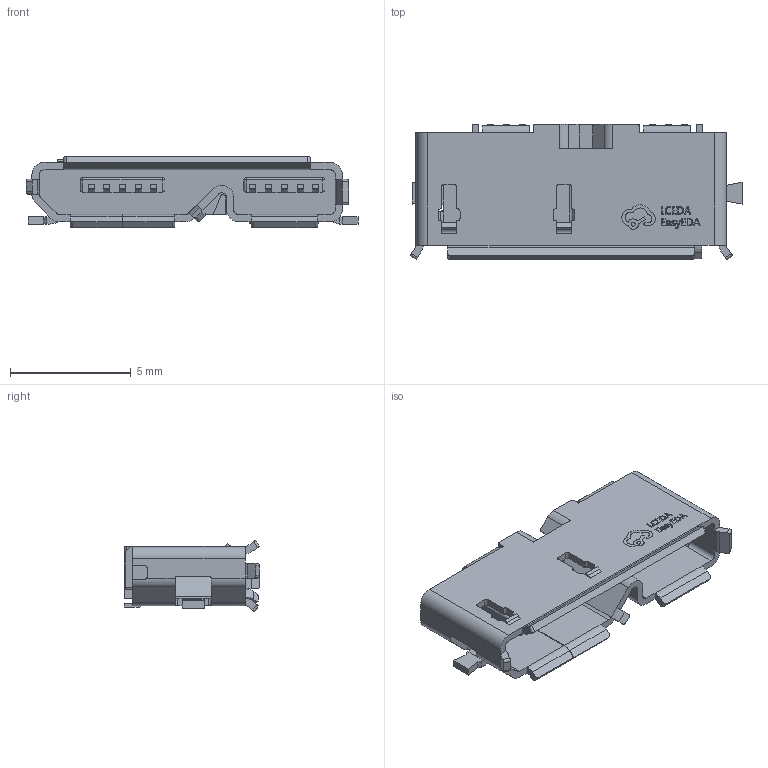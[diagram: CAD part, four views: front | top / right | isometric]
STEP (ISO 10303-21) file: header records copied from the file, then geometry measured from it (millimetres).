
FILE_DESCRIPTION (( 'STEP AP214' ), '1' );
FILE_NAME ('USB-SMD_692622030100.step', '2022-07-15T09:45:06', ( '' ), ( '' ), 'SwSTEP 2.0', 'SolidWorks 2020', '' );
FILE_SCHEMA (( 'AUTOMOTIVE_DESIGN' ));
Length unit declared in the file: millimetre
Products named in the file (1): USB-SMD_692622030100
Bounding box: 13.74 x 5.6 x 2.95 mm (x, y, z)
Volume: 76.1 mm3; surface area: 517.8 mm2
Topology: 25 solids, 25 shells, 1066 faces, 3030 edges, 1975 vertices
Faces by surface type: plane 685, cylinder 263, bspline 114, sphere 4
Entity records: 47699 total; most frequent: CARTESIAN_POINT 8254, ORIENTED_EDGE 6052, DIRECTION 5207, EDGE_CURVE 3026, VECTOR 2263, LINE 2263, VERTEX_POINT 1975, AXIS2_PLACEMENT_3D 1472
